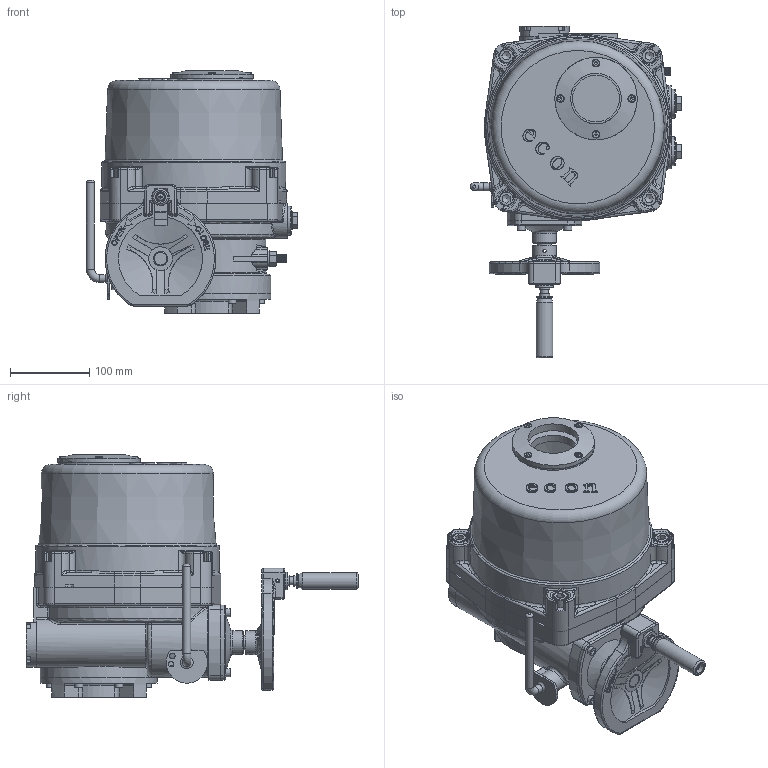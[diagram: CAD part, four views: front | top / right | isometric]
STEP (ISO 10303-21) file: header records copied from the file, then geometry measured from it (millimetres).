
FILE_DESCRIPTION(/* description */ (''),/* implementation_level */ '2;1');
FILE_NAME(/* name */ '7907-ELA300_F10-F12.stp',/* time_stamp */ '2015-11-05T08:47:01+01:00',/* author */ ('Ehalilov'),/* organization */ (''),/* preprocessor_version */ 'ST-DEVELOPER v16.1',/* originating_system */ 'Autodesk Inventor 2016',/* authorisation */ '');
FILE_SCHEMA (('AUTOMOTIVE_DESIGN { 1 0 10303 214 3 1 1 }'));
Length unit declared in the file: millimetre
Products named in the file (1): 7907-ELA300_F10-F12
Bounding box: 266.5 x 419.15 x 306.4 mm (x, y, z)
Volume: 6031020.5 mm3; surface area: 762490.5 mm2
Topology: 47 solids, 48 shells, 4017 faces, 10984 edges, 7179 vertices
Faces by surface type: plane 2527, cylinder 656, bspline 500, torus 211, cone 97, sphere 26
Full cylindrical faces by diameter (mm): 4.1 x3, 4.6 x1, 4.988 x4, 5 x10, 5.1 x2, 5.4 x1, 5.5 x4, 5.985 x16, 6 x32, 6.6 x16, 7 x2, 8 x1, 8.376 x2, 8.5 x4, 9 x1, 9.5 x5, 10 x29, 10.2 x3, 10.5 x2, 11.97 x4, 12 x12, 13 x1, 13.2 x2, 15 x1, 16 x6, 17.3 x1, 18 x7, 18.3 x1, 19 x1, 20 x2
Entity records: 162108 total; most frequent: CARTESIAN_POINT 65131, ORIENTED_EDGE 21022, DIRECTION 17881, EDGE_CURVE 10511, LINE 7143, VECTOR 7143, VERTEX_POINT 7104, AXIS2_PLACEMENT_3D 5369
